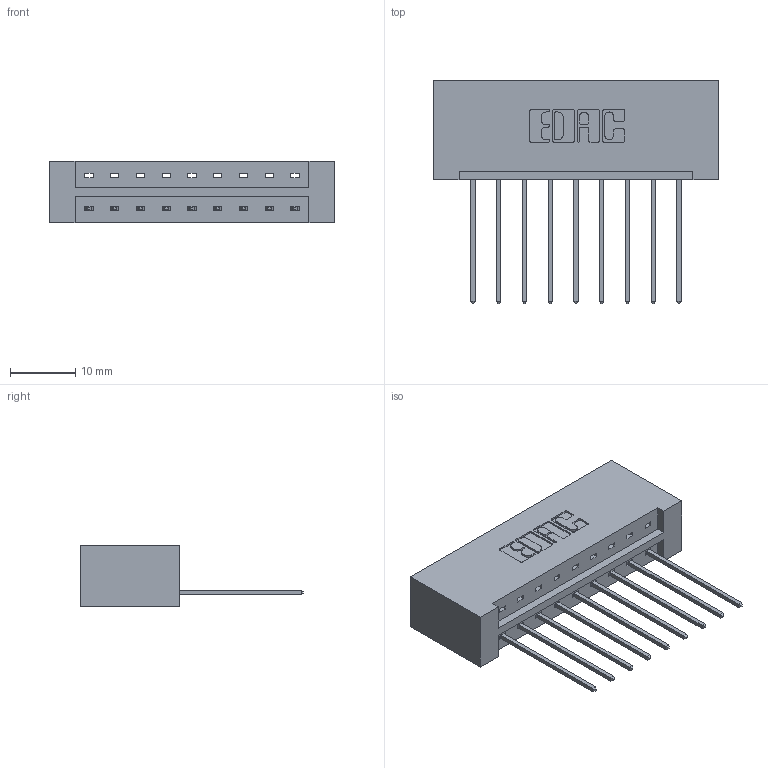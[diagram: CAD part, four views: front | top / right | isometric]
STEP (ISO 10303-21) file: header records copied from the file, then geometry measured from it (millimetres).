
FILE_DESCRIPTION (( 'STEP AP203' ), '1' );
FILE_NAME ('333-009-541-101.STEP', '2018-07-31T22:31:14', ( '' ), ( '' ), 'SwSTEP 2.0', 'SolidWorks 2016', '' );
FILE_SCHEMA (( 'CONFIG_CONTROL_DESIGN' ));
Length unit declared in the file: inch
Products named in the file (3): 333 Part_Lugless; 345-292-001_345-293-141; 333-009-541-101
Assembly tree (10 placements, depth 2):
  333-009-541-101
    333 Part_Lugless
    345-292-001_345-293-141  x9
Bounding box: 43.92 x 34.3 x 9.4 mm (x, y, z)
Volume: 4777.9 mm3; surface area: 5092.4 mm2
Topology: 10 solids, 10 shells, 628 faces, 1871 edges, 1234 vertices
Faces by surface type: plane 444, cylinder 184
Entity records: 9511 total; most frequent: CARTESIAN_POINT 1653, ORIENTED_EDGE 1598, DIRECTION 1453, EDGE_CURVE 799, VECTOR 679, LINE 679, VERTEX_POINT 530, AXIS2_PLACEMENT_3D 387
